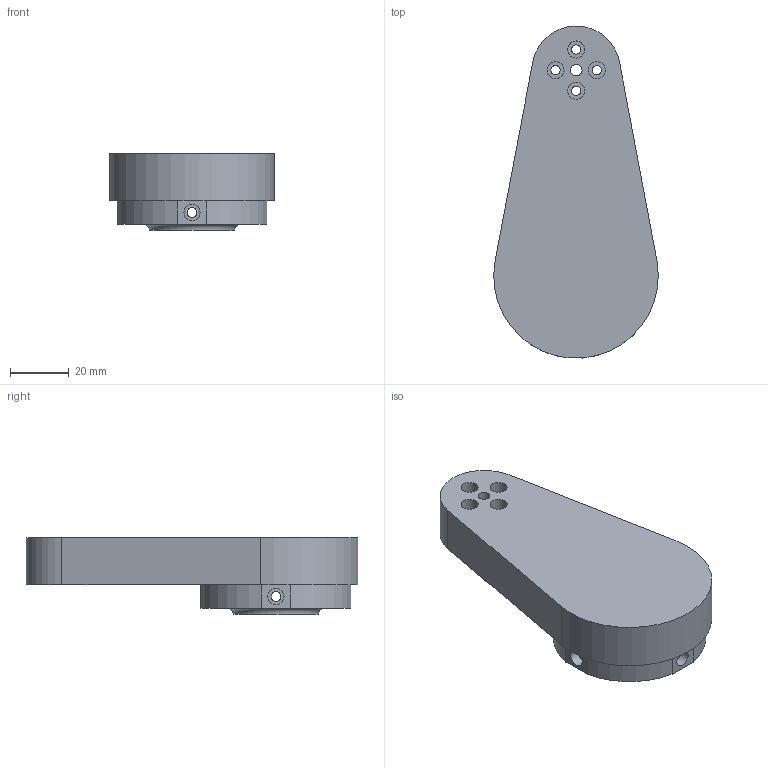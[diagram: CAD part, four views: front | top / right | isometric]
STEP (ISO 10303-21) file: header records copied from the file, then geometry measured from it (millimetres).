
FILE_DESCRIPTION(/* description */ (''),/* implementation_level */ '2;1');
FILE_NAME(/* name */ 'braccio finale.stp',/* time_stamp */ '2025-06-13T08:04:17+02:00',/* author */ ('R5800u'),/* organization */ (''),/* preprocessor_version */ 'ST-DEVELOPER v20',/* originating_system */ 'Autodesk Inventor 2025',/* authorisation */ '');
FILE_SCHEMA (('AUTOMOTIVE_DESIGN { 1 0 10303 214 3 1 1 }'));
Length unit declared in the file: millimetre
Products named in the file (1): braccio finale
Bounding box: 55.99 x 112.9 x 26 mm (x, y, z)
Volume: 80840.6 mm3; surface area: 18306.8 mm2
Topology: 1 solids, 1 shells, 44 faces, 99 edges, 67 vertices
Faces by surface type: cylinder 24, plane 19, torus 1
Full cylindrical faces by diameter (mm): 3.2 x4, 3.4 x4, 4 x1, 5.5 x4, 5.8 x4, 25 x1
Entity records: 1454 total; most frequent: CARTESIAN_POINT 350, DIRECTION 227, ORIENTED_EDGE 198, EDGE_CURVE 99, AXIS2_PLACEMENT_3D 92, EDGE_LOOP 72, VERTEX_POINT 67, CIRCLE 47
